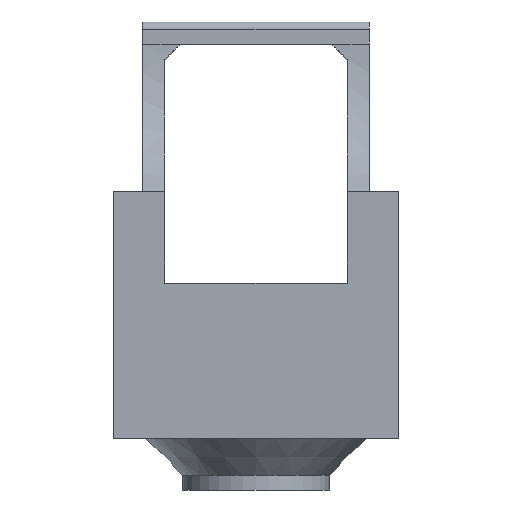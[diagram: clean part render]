
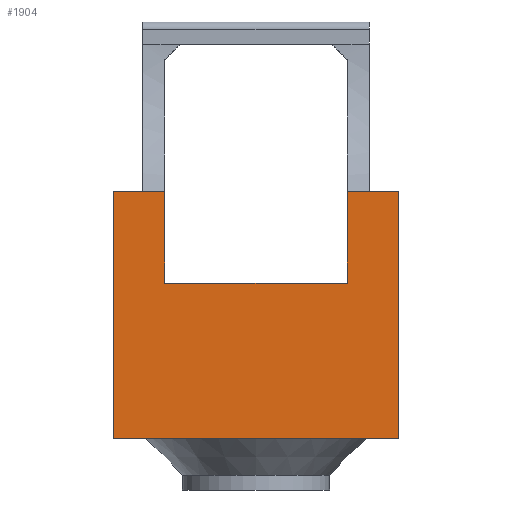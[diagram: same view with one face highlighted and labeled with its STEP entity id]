
A CAD part, left-side view. The second image highlights one B-rep face of the part: STEP entity #1904.
In plain terms, the highlighted planar face has unit normal (-1, 0, 0).
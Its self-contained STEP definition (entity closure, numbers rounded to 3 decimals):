
#214=FACE_OUTER_BOUND('',#317,.T.);
#317=EDGE_LOOP('',(#1291,#1292,#1293,#1294,#1295,#1296,#1297,#1298));
#457=LINE('',#2852,#633);
#458=LINE('',#2856,#634);
#462=LINE('',#2866,#638);
#463=LINE('',#2868,#639);
#464=LINE('',#2869,#640);
#465=LINE('',#2871,#641);
#466=LINE('',#2873,#642);
#467=LINE('',#2874,#643);
#633=VECTOR('',#2242,10.);
#634=VECTOR('',#2245,10.);
#638=VECTOR('',#2253,10.);
#639=VECTOR('',#2254,10.);
#640=VECTOR('',#2255,10.);
#641=VECTOR('',#2256,10.);
#642=VECTOR('',#2257,10.);
#643=VECTOR('',#2258,10.);
#802=VERTEX_POINT('',#2837);
#809=VERTEX_POINT('',#2850);
#810=VERTEX_POINT('',#2854);
#811=VERTEX_POINT('',#2855);
#815=VERTEX_POINT('',#2865);
#816=VERTEX_POINT('',#2867);
#817=VERTEX_POINT('',#2870);
#818=VERTEX_POINT('',#2872);
#998=EDGE_CURVE('',#802,#809,#457,.T.);
#999=EDGE_CURVE('',#810,#811,#458,.T.);
#1004=EDGE_CURVE('',#809,#815,#462,.T.);
#1005=EDGE_CURVE('',#816,#815,#463,.T.);
#1006=EDGE_CURVE('',#810,#816,#464,.T.);
#1007=EDGE_CURVE('',#811,#817,#465,.T.);
#1008=EDGE_CURVE('',#818,#817,#466,.T.);
#1009=EDGE_CURVE('',#802,#818,#467,.T.);
#1291=ORIENTED_EDGE('',*,*,#998,.T.);
#1292=ORIENTED_EDGE('',*,*,#1004,.T.);
#1293=ORIENTED_EDGE('',*,*,#1005,.F.);
#1294=ORIENTED_EDGE('',*,*,#1006,.F.);
#1295=ORIENTED_EDGE('',*,*,#999,.T.);
#1296=ORIENTED_EDGE('',*,*,#1007,.T.);
#1297=ORIENTED_EDGE('',*,*,#1008,.F.);
#1298=ORIENTED_EDGE('',*,*,#1009,.F.);
#1854=PLANE('',#2021);
#1904=ADVANCED_FACE('',(#214),#1854,.F.);
#2021=AXIS2_PLACEMENT_3D('',#2864,#2251,#2252);
#2242=DIRECTION('',(0.,1.,0.));
#2245=DIRECTION('',(0.,-1.,0.));
#2251=DIRECTION('center_axis',(1.,0.,0.));
#2252=DIRECTION('ref_axis',(0.,1.,0.));
#2253=DIRECTION('',(0.,0.,1.));
#2254=DIRECTION('',(0.,-1.,0.));
#2255=DIRECTION('',(0.,0.,1.));
#2256=DIRECTION('',(0.,0.,1.));
#2257=DIRECTION('',(0.,-1.,0.));
#2258=DIRECTION('',(0.,0.,1.));
#2837=CARTESIAN_POINT('',(0.,-24.8,13.));
#2850=CARTESIAN_POINT('',(0.,0.,13.));
#2852=CARTESIAN_POINT('',(0.,-31.8,13.));
#2854=CARTESIAN_POINT('',(0.,7.,-8.1));
#2855=CARTESIAN_POINT('',(0.,-31.8,-8.1));
#2856=CARTESIAN_POINT('',(0.,3.,-8.1));
#2864=CARTESIAN_POINT('Origin',(0.,-12.4,20.2));
#2865=CARTESIAN_POINT('',(0.,0.,25.5));
#2866=CARTESIAN_POINT('',(0.,0.,13.));
#2867=CARTESIAN_POINT('',(0.,7.,25.5));
#2868=CARTESIAN_POINT('',(0.,7.,25.5));
#2869=CARTESIAN_POINT('',(0.,7.,13.));
#2870=CARTESIAN_POINT('',(0.,-31.8,25.5));
#2871=CARTESIAN_POINT('',(0.,-31.8,-8.1));
#2872=CARTESIAN_POINT('',(0.,-24.8,25.5));
#2873=CARTESIAN_POINT('',(0.,7.,25.5));
#2874=CARTESIAN_POINT('',(0.,-24.8,13.));
